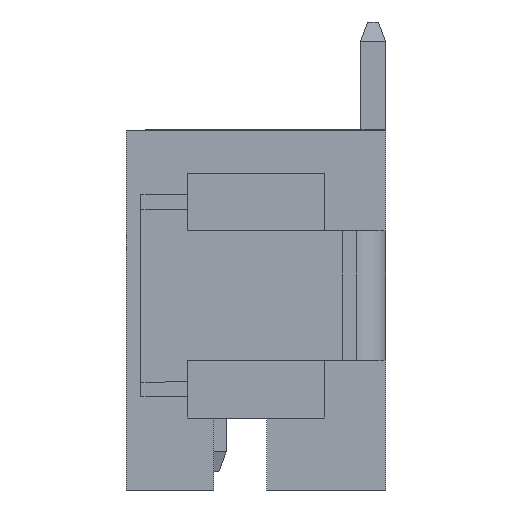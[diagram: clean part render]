
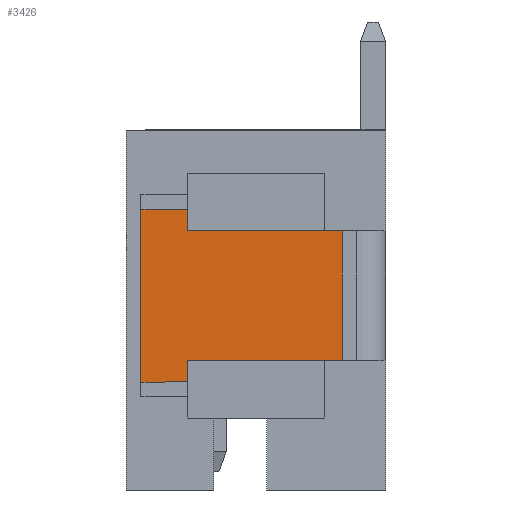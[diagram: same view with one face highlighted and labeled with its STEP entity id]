
A CAD part, left-side view. The second image highlights one B-rep face of the part: STEP entity #3426.
In plain terms, the highlighted face is planar.
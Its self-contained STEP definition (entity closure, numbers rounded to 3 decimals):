
#48 = VECTOR ( 'NONE', #1005, 1000. ) ;
#173 = CARTESIAN_POINT ( 'NONE',  ( 2.9, 3.5, -0.735 ) ) ;
#199 = CARTESIAN_POINT ( 'NONE',  ( 2.9, 1.4, 1.62 ) ) ;
#240 = DIRECTION ( 'NONE',  ( 0., 0., -1. ) ) ;
#252 = ORIENTED_EDGE ( 'NONE', *, *, #3891, .T. ) ;
#270 = CARTESIAN_POINT ( 'NONE',  ( 2.9, 3.2, -4.222 ) ) ;
#405 = LINE ( 'NONE', #1297, #4931 ) ;
#491 = VECTOR ( 'NONE', #4277, 1000. ) ;
#555 = EDGE_CURVE ( 'NONE', #3249, #3920, #4192, .T. ) ;
#568 = ORIENTED_EDGE ( 'NONE', *, *, #2053, .F. ) ;
#651 = EDGE_CURVE ( 'NONE', #2453, #3610, #4005, .T. ) ;
#659 = DIRECTION ( 'NONE',  ( 0., 0., 1. ) ) ;
#779 = LINE ( 'NONE', #4602, #3225 ) ;
#833 = VECTOR ( 'NONE', #3854, 1000. ) ;
#904 = VECTOR ( 'NONE', #3731, 1000. ) ;
#1005 = DIRECTION ( 'NONE',  ( 0., 0., -1. ) ) ;
#1239 = CARTESIAN_POINT ( 'NONE',  ( 2.9, 1.1, -1.377 ) ) ;
#1297 = CARTESIAN_POINT ( 'NONE',  ( 2.9, 3.5, -0.735 ) ) ;
#1364 = ORIENTED_EDGE ( 'NONE', *, *, #2217, .T. ) ;
#1398 = ORIENTED_EDGE ( 'NONE', *, *, #3977, .T. ) ;
#1402 = CARTESIAN_POINT ( 'NONE',  ( 2.9, 3.5, 1.62 ) ) ;
#1480 = ORIENTED_EDGE ( 'NONE', *, *, #1775, .T. ) ;
#1612 = VECTOR ( 'NONE', #3756, 1000. ) ;
#1650 = EDGE_CURVE ( 'NONE', #3283, #1965, #405, .T. ) ;
#1762 = EDGE_LOOP ( 'NONE', ( #1364, #568, #2269, #4082, #2425, #1480, #1918, #2243, #1398, #252 ) ) ;
#1775 = EDGE_CURVE ( 'NONE', #3920, #2055, #3809, .T. ) ;
#1785 = CARTESIAN_POINT ( 'NONE',  ( 2.9, 3.2, -0.735 ) ) ;
#1840 = LINE ( 'NONE', #2684, #833 ) ;
#1918 = ORIENTED_EDGE ( 'NONE', *, *, #2855, .T. ) ;
#1965 = VERTEX_POINT ( 'NONE', #1785 ) ;
#2015 = CARTESIAN_POINT ( 'NONE',  ( 2.9, 1.4, 1.175 ) ) ;
#2053 = EDGE_CURVE ( 'NONE', #3283, #2195, #4035, .T. ) ;
#2055 = VERTEX_POINT ( 'NONE', #199 ) ;
#2172 = DIRECTION ( 'NONE',  ( 0., 0., -1. ) ) ;
#2195 = VERTEX_POINT ( 'NONE', #2743 ) ;
#2213 = CARTESIAN_POINT ( 'NONE',  ( 2.9, 0., -1.377 ) ) ;
#2217 = EDGE_CURVE ( 'NONE', #4471, #2195, #3012, .T. ) ;
#2243 = ORIENTED_EDGE ( 'NONE', *, *, #651, .T. ) ;
#2263 = PLANE ( 'NONE',  #3441 ) ;
#2269 = ORIENTED_EDGE ( 'NONE', *, *, #1650, .T. ) ;
#2425 = ORIENTED_EDGE ( 'NONE', *, *, #555, .T. ) ;
#2453 = VERTEX_POINT ( 'NONE', #2015 ) ;
#2603 = CARTESIAN_POINT ( 'NONE',  ( 2.9, 3.2, 1.175 ) ) ;
#2624 = VECTOR ( 'NONE', #4529, 1000. ) ;
#2684 = CARTESIAN_POINT ( 'NONE',  ( 2.9, 0., -0.735 ) ) ;
#2722 = LINE ( 'NONE', #3371, #491 ) ;
#2743 = CARTESIAN_POINT ( 'NONE',  ( 2.9, 3.5, -1.377 ) ) ;
#2829 = VECTOR ( 'NONE', #5162, 1000. ) ;
#2834 = CARTESIAN_POINT ( 'NONE',  ( 2.9, 1.1, -0.735 ) ) ;
#2855 = EDGE_CURVE ( 'NONE', #2055, #2453, #2722, .T. ) ;
#3012 = LINE ( 'NONE', #2213, #2829 ) ;
#3047 = CARTESIAN_POINT ( 'NONE',  ( 2.9, 3.5, -4.222 ) ) ;
#3225 = VECTOR ( 'NONE', #2172, 1000. ) ;
#3249 = VERTEX_POINT ( 'NONE', #2603 ) ;
#3283 = VERTEX_POINT ( 'NONE', #173 ) ;
#3371 = CARTESIAN_POINT ( 'NONE',  ( 2.9, 1.4, -4.222 ) ) ;
#3426 = ADVANCED_FACE ( 'NONE', ( #4555 ), #2263, .T. ) ;
#3429 = CARTESIAN_POINT ( 'NONE',  ( 2.9, 3.5, -4.222 ) ) ;
#3431 = LINE ( 'NONE', #270, #3747 ) ;
#3441 = AXIS2_PLACEMENT_3D ( 'NONE', #3047, #5066, #240 ) ;
#3610 = VERTEX_POINT ( 'NONE', #4417 ) ;
#3731 = DIRECTION ( 'NONE',  ( 0., 0., 1. ) ) ;
#3747 = VECTOR ( 'NONE', #659, 1000. ) ;
#3756 = DIRECTION ( 'NONE',  ( 0., -1., 0. ) ) ;
#3809 = LINE ( 'NONE', #1402, #1612 ) ;
#3854 = DIRECTION ( 'NONE',  ( 0., -1., 0. ) ) ;
#3891 = EDGE_CURVE ( 'NONE', #4829, #4471, #779, .T. ) ;
#3920 = VERTEX_POINT ( 'NONE', #5005 ) ;
#3977 = EDGE_CURVE ( 'NONE', #3610, #4829, #1840, .T. ) ;
#4005 = LINE ( 'NONE', #4549, #2624 ) ;
#4035 = LINE ( 'NONE', #3429, #48 ) ;
#4082 = ORIENTED_EDGE ( 'NONE', *, *, #4680, .T. ) ;
#4192 = LINE ( 'NONE', #4832, #904 ) ;
#4277 = DIRECTION ( 'NONE',  ( 0., 0., -1. ) ) ;
#4417 = CARTESIAN_POINT ( 'NONE',  ( 2.9, 1.4, -0.735 ) ) ;
#4471 = VERTEX_POINT ( 'NONE', #1239 ) ;
#4529 = DIRECTION ( 'NONE',  ( 0., 0., -1. ) ) ;
#4549 = CARTESIAN_POINT ( 'NONE',  ( 2.9, 1.4, -4.222 ) ) ;
#4555 = FACE_OUTER_BOUND ( 'NONE', #1762, .T. ) ;
#4602 = CARTESIAN_POINT ( 'NONE',  ( 2.9, 1.1, -4.222 ) ) ;
#4680 = EDGE_CURVE ( 'NONE', #1965, #3249, #3431, .T. ) ;
#4829 = VERTEX_POINT ( 'NONE', #2834 ) ;
#4832 = CARTESIAN_POINT ( 'NONE',  ( 2.9, 3.2, -4.222 ) ) ;
#4885 = DIRECTION ( 'NONE',  ( 0., -1., 0. ) ) ;
#4931 = VECTOR ( 'NONE', #4885, 1000. ) ;
#5005 = CARTESIAN_POINT ( 'NONE',  ( 2.9, 3.2, 1.62 ) ) ;
#5066 = DIRECTION ( 'NONE',  ( 1., 0., 0. ) ) ;
#5162 = DIRECTION ( 'NONE',  ( 0., 1., 0. ) ) ;
